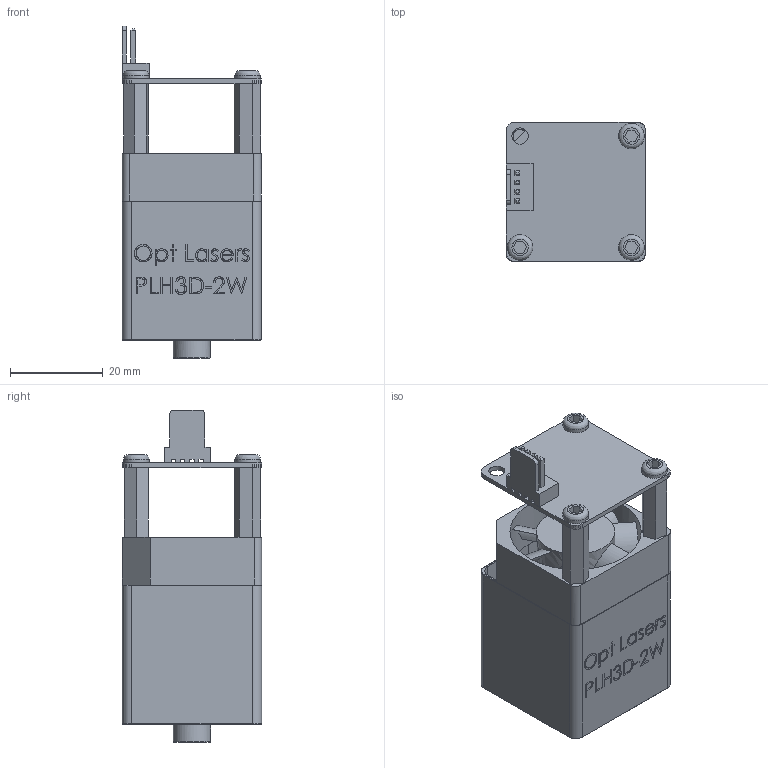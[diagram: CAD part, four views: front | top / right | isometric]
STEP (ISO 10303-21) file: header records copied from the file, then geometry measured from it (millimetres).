
FILE_DESCRIPTION( ('This file contains a STEP AP42 implementation' ,'as created by ZW3D STEP Interface translator.') ,'2;1' );
FILE_NAME( 'PLH3D-2W.stp' ,'1811 4.113843', (''), ('ZWCAD Software Co.'), 'Version 1.0', 'ZW3D to STEP translator', '' );
FILE_SCHEMA( ('CONFIG_CONTROL_DESIGN') );
Length unit declared in the file: millimetre
Products named in the file (1): 0
Bounding box: 30.1 x 30.02 x 71.54 mm (x, y, z)
Volume: 26211 mm3; surface area: 24646.8 mm2
Topology: 36 solids, 36 shells, 720 faces, 1912 edges, 1247 vertices
Faces by surface type: bspline 720
Entity records: 24100 total; most frequent: CARTESIAN_POINT 11868, ORIENTED_EDGE 3768, EDGE_CURVE 1884, B_SPLINE_CURVE_WITH_KNOTS 1497, VERTEX_POINT 1233, EDGE_LOOP 851, FACE_OUTER_BOUND 720, ADVANCED_FACE 720
